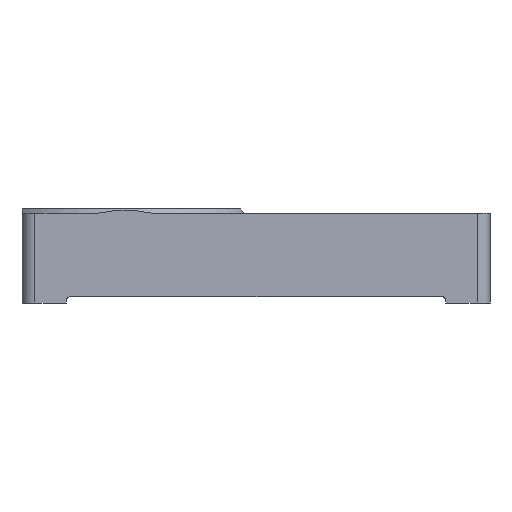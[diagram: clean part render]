
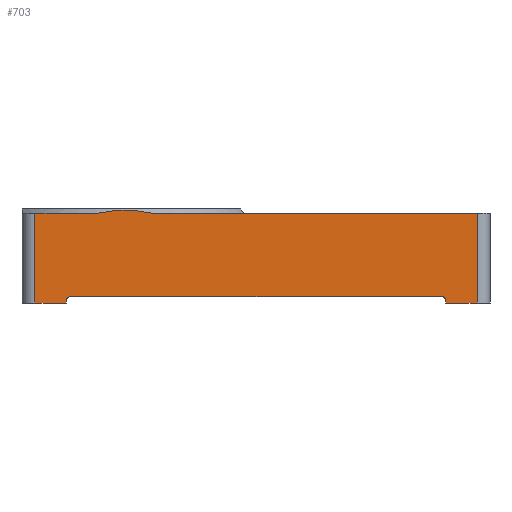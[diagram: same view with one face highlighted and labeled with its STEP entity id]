
A CAD part, left-side view. The second image highlights one B-rep face of the part: STEP entity #703.
In plain terms, the highlighted planar face has unit normal (-1, 0, 0).
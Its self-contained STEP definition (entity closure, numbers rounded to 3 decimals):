
#703=ADVANCED_FACE('',(#2051),#23232,.T.);
#2051=FACE_OUTER_BOUND('',#3466,.T.);
#3466=EDGE_LOOP('',(#7107,#7108,#7109,#7110,#7111,#7112,#7113,#7114,#7115,
#7116,#7117,#7118));
#7107=ORIENTED_EDGE('',*,*,#13146,.T.);
#7108=ORIENTED_EDGE('',*,*,#13166,.F.);
#7109=ORIENTED_EDGE('',*,*,#13175,.F.);
#7110=ORIENTED_EDGE('',*,*,#13167,.F.);
#7111=ORIENTED_EDGE('',*,*,#13177,.F.);
#7112=ORIENTED_EDGE('',*,*,#13168,.F.);
#7113=ORIENTED_EDGE('',*,*,#13173,.T.);
#7114=ORIENTED_EDGE('',*,*,#15538,.T.);
#7115=ORIENTED_EDGE('',*,*,#12538,.F.);
#7116=ORIENTED_EDGE('',*,*,#12487,.F.);
#7117=ORIENTED_EDGE('',*,*,#12536,.F.);
#7118=ORIENTED_EDGE('',*,*,#15539,.F.);
#12487=EDGE_CURVE('',#20064,#20065,#18362,.T.);
#12536=EDGE_CURVE('',#20111,#20064,#18393,.T.);
#12538=EDGE_CURVE('',#20065,#20112,#18395,.T.);
#13146=EDGE_CURVE('',#20450,#20471,#18608,.T.);
#13166=EDGE_CURVE('',#20470,#20471,#18622,.T.);
#13167=EDGE_CURVE('',#20473,#20472,#18623,.T.);
#13168=EDGE_CURVE('',#20475,#20474,#18624,.T.);
#13173=EDGE_CURVE('',#20475,#20452,#18629,.T.);
#13175=EDGE_CURVE('',#20472,#20470,#16522,.T.);
#13177=EDGE_CURVE('',#20474,#20473,#16524,.T.);
#15538=EDGE_CURVE('',#20452,#20112,#17894,.T.);
#15539=EDGE_CURVE('',#20450,#20111,#17895,.T.);
#16522=(
BOUNDED_CURVE()
B_SPLINE_CURVE(2,(#35601,#35602,#35603),.UNSPECIFIED.,.F.,.F.)
B_SPLINE_CURVE_WITH_KNOTS((3,3),(-54.675,-53.104),
 .UNSPECIFIED.)
CURVE()
GEOMETRIC_REPRESENTATION_ITEM()
RATIONAL_B_SPLINE_CURVE((1.,0.707,1.))
REPRESENTATION_ITEM('')
);
#16524=(
BOUNDED_CURVE()
B_SPLINE_CURVE(2,(#35607,#35608,#35609),.UNSPECIFIED.,.F.,.F.)
B_SPLINE_CURVE_WITH_KNOTS((3,3),(-142.439,-140.868),
 .UNSPECIFIED.)
CURVE()
GEOMETRIC_REPRESENTATION_ITEM()
RATIONAL_B_SPLINE_CURVE((1.,0.707,1.))
REPRESENTATION_ITEM('')
);
#17894=(
BOUNDED_CURVE()
B_SPLINE_CURVE(1,(#43245,#43246,#43247,#43248,#43249),.UNSPECIFIED.,.F.,
 .F.)
B_SPLINE_CURVE_WITH_KNOTS((2,1,1,1,2),(-4.05,-2.361,
-0.561,14.3,16.8),.UNSPECIFIED.)
CURVE()
GEOMETRIC_REPRESENTATION_ITEM()
RATIONAL_B_SPLINE_CURVE((1.,1.,1.,1.,1.))
REPRESENTATION_ITEM('')
);
#17895=(
BOUNDED_CURVE()
B_SPLINE_CURVE(1,(#43250,#43251,#43252,#43253,#43254),.UNSPECIFIED.,.F.,
 .F.)
B_SPLINE_CURVE_WITH_KNOTS((2,1,1,1,2),(-19.05,-17.361,-15.561,
-0.7,1.8),.UNSPECIFIED.)
CURVE()
GEOMETRIC_REPRESENTATION_ITEM()
RATIONAL_B_SPLINE_CURVE((1.,1.,1.,1.,1.))
REPRESENTATION_ITEM('')
);
#18362=B_SPLINE_CURVE_WITH_KNOTS('',3,(#33298,#33299,#33300,#33301,#33302,
#33303,#33304,#33305,#33306,#33307,#33308,#33309,#33310,#33311,#33312,#33313,
#33314,#33315,#33316),.UNSPECIFIED.,.F.,.F.,(4,2,2,2,3,2,2,2,4),(0.,1.62,
3.24,4.86,6.48,8.1,9.72,
11.34,12.959),.UNSPECIFIED.);
#18393=B_SPLINE_CURVE_WITH_KNOTS('',1,(#33471,#33472),.UNSPECIFIED.,.F.,
 .F.,(2,2),(0.,14.536),.UNSPECIFIED.);
#18395=B_SPLINE_CURVE_WITH_KNOTS('',1,(#33475,#33476,#33477),
 .UNSPECIFIED.,.F.,.F.,(2,1,2),(0.,43.71,75.398),
 .UNSPECIFIED.);
#18608=B_SPLINE_CURVE_WITH_KNOTS('',1,(#35538,#35539),.UNSPECIFIED.,.F.,
 .F.,(2,2),(-102.781,-95.487),.UNSPECIFIED.);
#18622=B_SPLINE_CURVE_WITH_KNOTS('',1,(#35583,#35584),.UNSPECIFIED.,.F.,
 .F.,(2,2),(-53.104,-52.604),.UNSPECIFIED.);
#18623=B_SPLINE_CURVE_WITH_KNOTS('',1,(#35585,#35586),.UNSPECIFIED.,.F.,
 .F.,(2,2),(18.572,104.765),.UNSPECIFIED.);
#18624=B_SPLINE_CURVE_WITH_KNOTS('',1,(#35587,#35588),.UNSPECIFIED.,.F.,
 .F.,(2,2),(-21.362,-20.862),.UNSPECIFIED.);
#18629=B_SPLINE_CURVE_WITH_KNOTS('',1,(#35597,#35598),.UNSPECIFIED.,.F.,
 .F.,(2,2),(-7.294,0.),.UNSPECIFIED.);
#20064=VERTEX_POINT('',#29606);
#20065=VERTEX_POINT('',#29607);
#20111=VERTEX_POINT('',#29653);
#20112=VERTEX_POINT('',#29654);
#20450=VERTEX_POINT('',#29992);
#20452=VERTEX_POINT('',#29994);
#20470=VERTEX_POINT('',#30012);
#20471=VERTEX_POINT('',#30013);
#20472=VERTEX_POINT('',#30014);
#20473=VERTEX_POINT('',#30015);
#20474=VERTEX_POINT('',#30016);
#20475=VERTEX_POINT('',#30017);
#23232=PLANE('',#24077);
#24077=AXIS2_PLACEMENT_3D('',#27503,#25336,$);
#25336=DIRECTION('',(-1.,0.,0.));
#27503=CARTESIAN_POINT('',(-104.575,-20.848,0.954));
#29606=CARTESIAN_POINT('',(-104.575,67.397,0.));
#29607=CARTESIAN_POINT('',(-104.575,54.551,0.));
#29653=CARTESIAN_POINT('',(-104.575,81.933,0.));
#29654=CARTESIAN_POINT('',(-104.575,-20.848,0.));
#29992=CARTESIAN_POINT('',(-104.575,81.933,-20.85));
#29994=CARTESIAN_POINT('',(-104.575,-20.848,-20.85));
#30012=CARTESIAN_POINT('',(-104.575,74.639,-20.35));
#30013=CARTESIAN_POINT('',(-104.575,74.639,-20.85));
#30014=CARTESIAN_POINT('',(-104.575,73.639,-19.35));
#30015=CARTESIAN_POINT('',(-104.575,-12.554,-19.35));
#30016=CARTESIAN_POINT('',(-104.575,-13.554,-20.35));
#30017=CARTESIAN_POINT('',(-104.575,-13.554,-20.85));
#33298=CARTESIAN_POINT('',(-104.575,67.397,0.));
#33299=CARTESIAN_POINT('',(-104.575,66.87,0.12));
#33300=CARTESIAN_POINT('',(-104.575,66.341,0.226));
#33301=CARTESIAN_POINT('',(-104.575,65.276,0.41));
#33302=CARTESIAN_POINT('',(-104.575,64.742,0.487));
#33303=CARTESIAN_POINT('',(-104.575,63.669,0.612));
#33304=CARTESIAN_POINT('',(-104.575,63.132,0.659));
#33305=CARTESIAN_POINT('',(-104.575,62.053,0.723));
#33306=CARTESIAN_POINT('',(-104.575,61.514,0.739));
#33307=CARTESIAN_POINT('',(-104.575,60.974,0.739));
#33308=CARTESIAN_POINT('',(-104.575,60.433,0.739));
#33309=CARTESIAN_POINT('',(-104.575,59.894,0.723));
#33310=CARTESIAN_POINT('',(-104.575,58.816,0.659));
#33311=CARTESIAN_POINT('',(-104.575,58.278,0.612));
#33312=CARTESIAN_POINT('',(-104.575,57.205,0.487));
#33313=CARTESIAN_POINT('',(-104.575,56.671,0.41));
#33314=CARTESIAN_POINT('',(-104.575,55.606,0.226));
#33315=CARTESIAN_POINT('',(-104.575,55.077,0.12));
#33316=CARTESIAN_POINT('',(-104.575,54.551,0.));
#33471=CARTESIAN_POINT('',(-104.575,81.933,0.));
#33472=CARTESIAN_POINT('',(-104.575,67.397,0.));
#33475=CARTESIAN_POINT('',(-104.575,54.551,0.));
#33476=CARTESIAN_POINT('',(-104.575,10.84,0.));
#33477=CARTESIAN_POINT('',(-104.575,-20.848,0.));
#35538=CARTESIAN_POINT('',(-104.575,81.933,-20.85));
#35539=CARTESIAN_POINT('',(-104.575,74.639,-20.85));
#35583=CARTESIAN_POINT('',(-104.575,74.639,-20.35));
#35584=CARTESIAN_POINT('',(-104.575,74.639,-20.85));
#35585=CARTESIAN_POINT('',(-104.575,-12.554,-19.35));
#35586=CARTESIAN_POINT('',(-104.575,73.639,-19.35));
#35587=CARTESIAN_POINT('',(-104.575,-13.554,-20.85));
#35588=CARTESIAN_POINT('',(-104.575,-13.554,-20.35));
#35597=CARTESIAN_POINT('',(-104.575,-13.554,-20.85));
#35598=CARTESIAN_POINT('',(-104.575,-20.848,-20.85));
#35601=CARTESIAN_POINT('',(-104.575,73.639,-19.35));
#35602=CARTESIAN_POINT('',(-104.575,74.639,-19.35));
#35603=CARTESIAN_POINT('',(-104.575,74.639,-20.35));
#35607=CARTESIAN_POINT('',(-104.575,-13.554,-20.35));
#35608=CARTESIAN_POINT('',(-104.575,-13.554,-19.35));
#35609=CARTESIAN_POINT('',(-104.575,-12.554,-19.35));
#43245=CARTESIAN_POINT('',(-104.575,-20.848,-20.85));
#43246=CARTESIAN_POINT('',(-104.575,-20.848,-19.161));
#43247=CARTESIAN_POINT('',(-104.575,-20.848,-17.361));
#43248=CARTESIAN_POINT('',(-104.575,-20.848,-2.5));
#43249=CARTESIAN_POINT('',(-104.575,-20.848,0.));
#43250=CARTESIAN_POINT('',(-104.575,81.933,-20.85));
#43251=CARTESIAN_POINT('',(-104.575,81.933,-19.161));
#43252=CARTESIAN_POINT('',(-104.575,81.933,-17.361));
#43253=CARTESIAN_POINT('',(-104.575,81.933,-2.5));
#43254=CARTESIAN_POINT('',(-104.575,81.933,0.));
